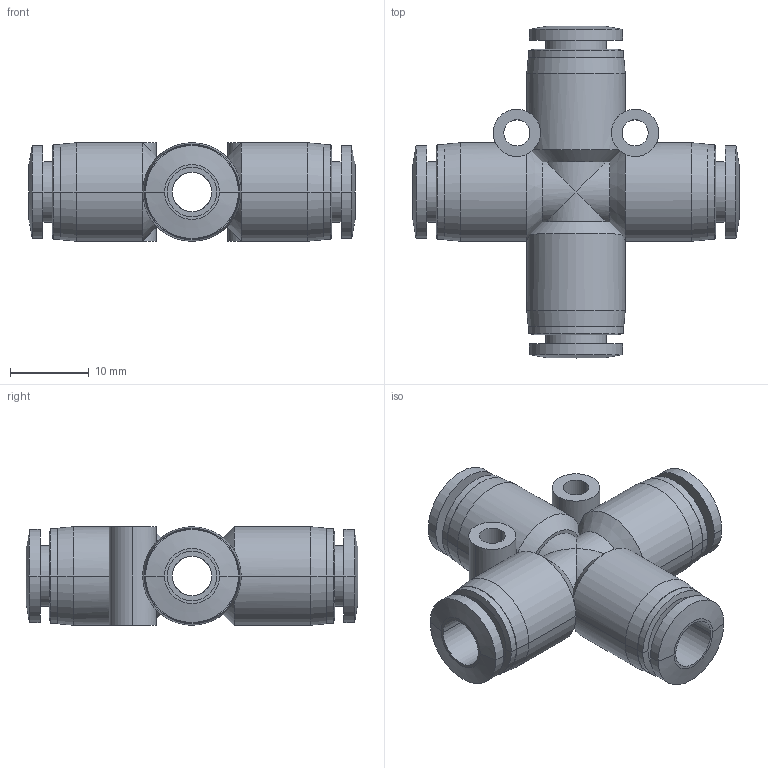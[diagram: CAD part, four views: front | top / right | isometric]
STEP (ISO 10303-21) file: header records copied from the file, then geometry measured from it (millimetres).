
FILE_DESCRIPTION (( 'STEP AP214' ), '1' );
FILE_NAME ('UX6M.STEP', '2019-08-01T20:00:52', ( '' ), ( '' ), 'SwSTEP 2.0', 'SolidWorks 2018', '' );
FILE_SCHEMA (( 'AUTOMOTIVE_DESIGN' ));
Length unit declared in the file: inch
Products named in the file (1): UX6M
Bounding box: 41.39 x 42.1 x 12.5 mm (x, y, z)
Volume: 5980.1 mm3; surface area: 5456.2 mm2
Topology: 1 solids, 1 shells, 124 faces, 286 edges, 178 vertices
Faces by surface type: cylinder 64, cone 32, plane 28
Entity records: 3838 total; most frequent: CARTESIAN_POINT 969, DIRECTION 620, ORIENTED_EDGE 572, EDGE_CURVE 286, AXIS2_PLACEMENT_3D 265, VERTEX_POINT 178, EDGE_LOOP 148, CIRCLE 140
